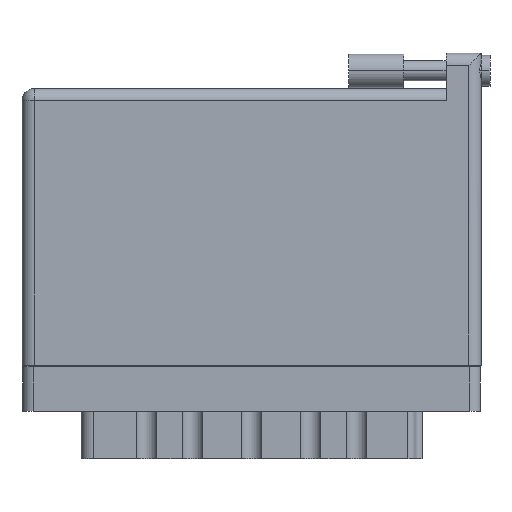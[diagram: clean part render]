
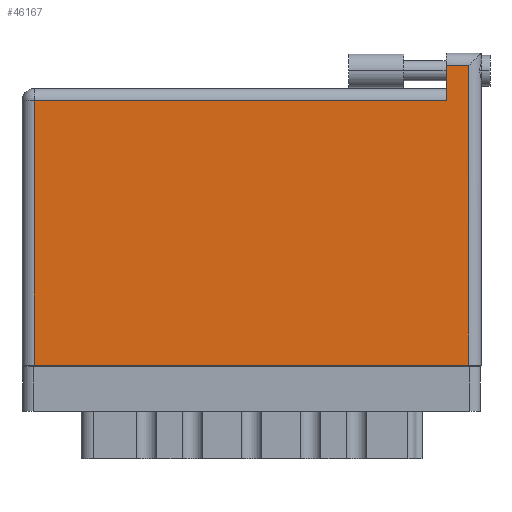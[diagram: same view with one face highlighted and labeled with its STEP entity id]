
A CAD part, front view. The second image highlights one B-rep face of the part: STEP entity #46167.
In plain terms, the highlighted face is planar.
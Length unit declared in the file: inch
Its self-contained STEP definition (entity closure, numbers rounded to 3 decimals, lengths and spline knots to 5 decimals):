
#520 = ORIENTED_EDGE ( 'NONE', *, *, #5843, .T. ) ;
#531 = VERTEX_POINT ( 'NONE', #18398 ) ;
#943 = ORIENTED_EDGE ( 'NONE', *, *, #3397, .T. ) ;
#2107 = DIRECTION ( 'NONE',  ( 1., 0., 0. ) ) ;
#3397 = EDGE_CURVE ( 'NONE', #17386, #531, #7986, .T. ) ;
#3883 = CARTESIAN_POINT ( 'NONE',  ( 0.07, 1.496, 0. ) ) ;
#4241 = CARTESIAN_POINT ( 'NONE',  ( 0.07, 0., 0. ) ) ;
#4512 = CARTESIAN_POINT ( 'NONE',  ( 2.403, 1.766, 0. ) ) ;
#5843 = EDGE_CURVE ( 'NONE', #39771, #49336, #32250, .T. ) ;
#7329 = CARTESIAN_POINT ( 'NONE',  ( 2.403, 1.696, 0. ) ) ;
#7986 = LINE ( 'NONE', #4512, #23427 ) ;
#9198 = DIRECTION ( 'NONE',  ( 0., -1., 0. ) ) ;
#9878 = CARTESIAN_POINT ( 'NONE',  ( 0., 1.696, 0. ) ) ;
#9893 = DIRECTION ( 'NONE',  ( -1., 0., 0. ) ) ;
#9976 = VERTEX_POINT ( 'NONE', #18876 ) ;
#11387 = EDGE_CURVE ( 'NONE', #531, #39771, #43258, .T. ) ;
#13113 = CARTESIAN_POINT ( 'NONE',  ( 0., 1.566, 0. ) ) ;
#13635 = CARTESIAN_POINT ( 'NONE',  ( 2.53, 1.766, 0. ) ) ;
#17386 = VERTEX_POINT ( 'NONE', #7329 ) ;
#18398 = CARTESIAN_POINT ( 'NONE',  ( 2.403, 1.496, 0. ) ) ;
#18876 = CARTESIAN_POINT ( 'NONE',  ( 2.53, 0., 0. ) ) ;
#19608 = EDGE_CURVE ( 'NONE', #23749, #17386, #21650, .T. ) ;
#20348 = VECTOR ( 'NONE', #38844, 39.37008 ) ;
#21016 = CARTESIAN_POINT ( 'NONE',  ( 0.07, 0., 0. ) ) ;
#21650 = LINE ( 'NONE', #9878, #20348 ) ;
#21923 = DIRECTION ( 'NONE',  ( 0., 0., -1. ) ) ;
#22055 = ORIENTED_EDGE ( 'NONE', *, *, #44338, .T. ) ;
#23427 = VECTOR ( 'NONE', #9198, 39.37008 ) ;
#23749 = VERTEX_POINT ( 'NONE', #27575 ) ;
#23951 = ORIENTED_EDGE ( 'NONE', *, *, #11387, .T. ) ;
#25852 = DIRECTION ( 'NONE',  ( 0., 1., 0. ) ) ;
#26128 = ORIENTED_EDGE ( 'NONE', *, *, #51614, .T. ) ;
#27556 = ORIENTED_EDGE ( 'NONE', *, *, #19608, .T. ) ;
#27575 = CARTESIAN_POINT ( 'NONE',  ( 2.53, 1.696, 0. ) ) ;
#27965 = FACE_OUTER_BOUND ( 'NONE', #30471, .T. ) ;
#30471 = EDGE_LOOP ( 'NONE', ( #26128, #22055, #27556, #943, #23951, #520 ) ) ;
#32250 = LINE ( 'NONE', #21016, #39335 ) ;
#33498 = VECTOR ( 'NONE', #2107, 39.37008 ) ;
#33582 = PLANE ( 'NONE',  #42425 ) ;
#34059 = LINE ( 'NONE', #13635, #46970 ) ;
#38176 = CARTESIAN_POINT ( 'NONE',  ( 0., 1.496, 0. ) ) ;
#38844 = DIRECTION ( 'NONE',  ( -1., 0., 0. ) ) ;
#39335 = VECTOR ( 'NONE', #45371, 39.37008 ) ;
#39771 = VERTEX_POINT ( 'NONE', #3883 ) ;
#42425 = AXIS2_PLACEMENT_3D ( 'NONE', #13113, #21923, #47124 ) ;
#43258 = LINE ( 'NONE', #38176, #47115 ) ;
#43882 = CARTESIAN_POINT ( 'NONE',  ( 0., 0., 0. ) ) ;
#44338 = EDGE_CURVE ( 'NONE', #9976, #23749, #34059, .T. ) ;
#45149 = LINE ( 'NONE', #43882, #33498 ) ;
#45371 = DIRECTION ( 'NONE',  ( 0., -1., 0. ) ) ;
#46167 = ADVANCED_FACE ( 'NONE', ( #27965 ), #33582, .F. ) ;
#46970 = VECTOR ( 'NONE', #25852, 39.37008 ) ;
#47115 = VECTOR ( 'NONE', #9893, 39.37008 ) ;
#47124 = DIRECTION ( 'NONE',  ( -1., 0., 0. ) ) ;
#49336 = VERTEX_POINT ( 'NONE', #4241 ) ;
#51614 = EDGE_CURVE ( 'NONE', #49336, #9976, #45149, .T. ) ;
